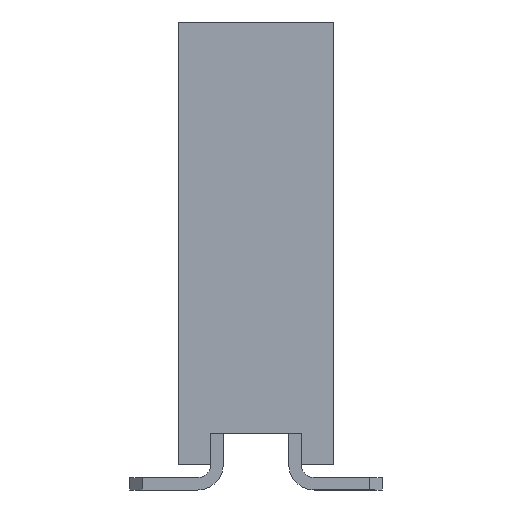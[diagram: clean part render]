
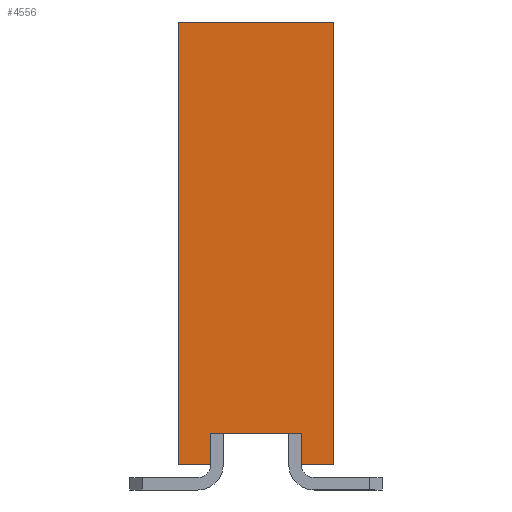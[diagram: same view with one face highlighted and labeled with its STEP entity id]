
A CAD part, left-side view. The second image highlights one B-rep face of the part: STEP entity #4556.
In plain terms, the highlighted planar face has unit normal (-1, 0, 0).
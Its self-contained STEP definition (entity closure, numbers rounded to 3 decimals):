
#398=ORIENTED_EDGE('',*,*,#1714,.F.);
#399=ORIENTED_EDGE('',*,*,#1715,.F.);
#400=ORIENTED_EDGE('',*,*,#1716,.F.);
#401=ORIENTED_EDGE('',*,*,#1511,.T.);
#402=ORIENTED_EDGE('',*,*,#1717,.T.);
#403=ORIENTED_EDGE('',*,*,#1718,.F.);
#404=ORIENTED_EDGE('',*,*,#1719,.F.);
#405=ORIENTED_EDGE('',*,*,#1712,.F.);
#1511=EDGE_CURVE('',#2170,#2169,#2585,.T.);
#1712=EDGE_CURVE('',#2370,#2371,#2786,.T.);
#1714=EDGE_CURVE('',#2372,#2370,#2788,.T.);
#1715=EDGE_CURVE('',#2373,#2372,#2789,.T.);
#1716=EDGE_CURVE('',#2170,#2373,#2790,.T.);
#1717=EDGE_CURVE('',#2169,#2374,#2791,.T.);
#1718=EDGE_CURVE('',#2375,#2374,#2792,.T.);
#1719=EDGE_CURVE('',#2371,#2375,#2793,.T.);
#2169=VERTEX_POINT('',#6378);
#2170=VERTEX_POINT('',#6380);
#2370=VERTEX_POINT('',#6809);
#2371=VERTEX_POINT('',#6811);
#2372=VERTEX_POINT('',#6815);
#2373=VERTEX_POINT('',#6817);
#2374=VERTEX_POINT('',#6820);
#2375=VERTEX_POINT('',#6822);
#2585=LINE('',#6379,#3187);
#2786=LINE('',#6810,#3388);
#2788=LINE('',#6814,#3390);
#2789=LINE('',#6816,#3391);
#2790=LINE('',#6818,#3392);
#2791=LINE('',#6819,#3393);
#2792=LINE('',#6821,#3394);
#2793=LINE('',#6823,#3395);
#3187=VECTOR('',#5137,1000.);
#3388=VECTOR('',#5396,1000.);
#3390=VECTOR('',#5400,1000.);
#3391=VECTOR('',#5401,1000.);
#3392=VECTOR('',#5402,1000.);
#3393=VECTOR('',#5403,1000.);
#3394=VECTOR('',#5404,1000.);
#3395=VECTOR('',#5405,1000.);
#3818=EDGE_LOOP('',(#398,#399,#400,#401,#402,#403,#404,#405));
#4092=FACE_BOUND('',#3818,.T.);
#4338=PLANE('',#4829);
#4556=ADVANCED_FACE('',(#4092),#4338,.F.);
#4829=AXIS2_PLACEMENT_3D('',#6813,#5398,#5399);
#5137=DIRECTION('',(0.,1.,0.));
#5396=DIRECTION('',(0.,1.,0.));
#5398=DIRECTION('',(1.,0.,0.));
#5399=DIRECTION('',(0.,0.,-1.));
#5400=DIRECTION('',(0.,0.,1.));
#5401=DIRECTION('',(0.,1.,0.));
#5402=DIRECTION('',(0.,0.,-1.));
#5403=DIRECTION('',(0.,0.,-1.));
#5404=DIRECTION('',(0.,1.,0.));
#5405=DIRECTION('',(0.,0.,-1.));
#6378=CARTESIAN_POINT('',(-18.03,1.25,3.55));
#6379=CARTESIAN_POINT('',(-18.03,-1.25,3.55));
#6380=CARTESIAN_POINT('',(-18.03,-1.25,3.55));
#6809=CARTESIAN_POINT('',(-18.03,-0.725,-3.05));
#6810=CARTESIAN_POINT('',(-18.03,-1.25,-3.05));
#6811=CARTESIAN_POINT('',(-18.03,0.725,-3.05));
#6813=CARTESIAN_POINT('',(-18.03,-1.25,3.55));
#6814=CARTESIAN_POINT('',(-18.03,-0.725,3.55));
#6815=CARTESIAN_POINT('',(-18.03,-0.725,-3.55));
#6816=CARTESIAN_POINT('',(-18.03,-1.25,-3.55));
#6817=CARTESIAN_POINT('',(-18.03,-1.25,-3.55));
#6818=CARTESIAN_POINT('',(-18.03,-1.25,3.55));
#6819=CARTESIAN_POINT('',(-18.03,1.25,3.55));
#6820=CARTESIAN_POINT('',(-18.03,1.25,-3.55));
#6821=CARTESIAN_POINT('',(-18.03,-1.25,-3.55));
#6822=CARTESIAN_POINT('',(-18.03,0.725,-3.55));
#6823=CARTESIAN_POINT('',(-18.03,0.725,3.55));
